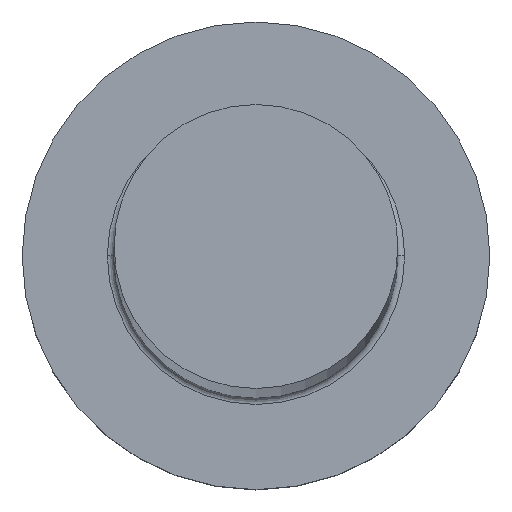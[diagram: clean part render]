
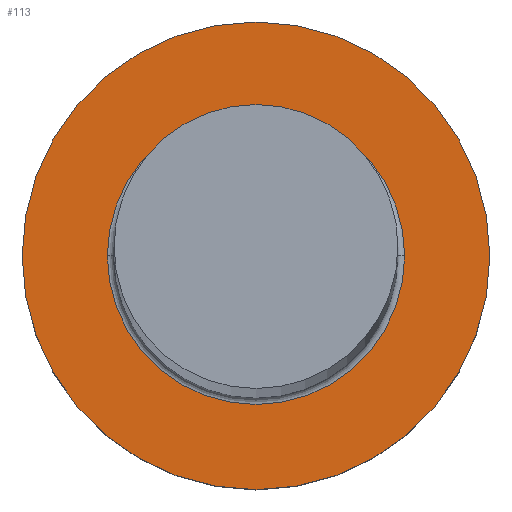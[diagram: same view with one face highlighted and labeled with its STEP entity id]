
A CAD part, top view. The second image highlights one B-rep face of the part: STEP entity #113.
In plain terms, the highlighted planar face has unit normal (0, 0, 1).
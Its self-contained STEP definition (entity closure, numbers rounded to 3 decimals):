
#4 = EDGE_CURVE ( 'NONE', #252, #102, #284, .T. ) ;
#6 = DIRECTION ( 'NONE',  ( 1., 0., 0. ) ) ;
#19 = PLANE ( 'NONE',  #179 ) ;
#23 = FACE_BOUND ( 'NONE', #206, .T. ) ;
#32 = CIRCLE ( 'NONE', #250, 7. ) ;
#33 = EDGE_LOOP ( 'NONE', ( #38, #149 ) ) ;
#38 = ORIENTED_EDGE ( 'NONE', *, *, #73, .T. ) ;
#46 = DIRECTION ( 'NONE',  ( 0., 0., 1. ) ) ;
#59 = EDGE_CURVE ( 'NONE', #152, #223, #32, .T. ) ;
#62 = DIRECTION ( 'NONE',  ( 1., 0., 0. ) ) ;
#73 = EDGE_CURVE ( 'NONE', #223, #152, #233, .T. ) ;
#82 = DIRECTION ( 'NONE',  ( 0., 0., -1. ) ) ;
#98 = DIRECTION ( 'NONE',  ( 0., 0., -1. ) ) ;
#102 = VERTEX_POINT ( 'NONE', #136 ) ;
#108 = DIRECTION ( 'NONE',  ( 1., 0., 0. ) ) ;
#109 = DIRECTION ( 'NONE',  ( 1., 0., 0. ) ) ;
#110 = AXIS2_PLACEMENT_3D ( 'NONE', #157, #129, #108 ) ;
#113 = ADVANCED_FACE ( 'NONE', ( #23, #232 ), #19, .T. ) ;
#121 = CARTESIAN_POINT ( 'NONE',  ( -4.45, 0., 5. ) ) ;
#129 = DIRECTION ( 'NONE',  ( 0., 0., 1. ) ) ;
#136 = CARTESIAN_POINT ( 'NONE',  ( 4.45, 0., 5. ) ) ;
#149 = ORIENTED_EDGE ( 'NONE', *, *, #59, .T. ) ;
#152 = VERTEX_POINT ( 'NONE', #281 ) ;
#157 = CARTESIAN_POINT ( 'NONE',  ( 0., 0., 5. ) ) ;
#158 = AXIS2_PLACEMENT_3D ( 'NONE', #251, #82, #274 ) ;
#179 = AXIS2_PLACEMENT_3D ( 'NONE', #238, #46, #109 ) ;
#185 = ORIENTED_EDGE ( 'NONE', *, *, #277, .T. ) ;
#206 = EDGE_LOOP ( 'NONE', ( #185, #253 ) ) ;
#209 = DIRECTION ( 'NONE',  ( 0., 0., 1. ) ) ;
#217 = CIRCLE ( 'NONE', #282, 4.45 ) ;
#223 = VERTEX_POINT ( 'NONE', #258 ) ;
#232 = FACE_OUTER_BOUND ( 'NONE', #33, .T. ) ;
#233 = CIRCLE ( 'NONE', #110, 7. ) ;
#238 = CARTESIAN_POINT ( 'NONE',  ( 0., 0., 5. ) ) ;
#250 = AXIS2_PLACEMENT_3D ( 'NONE', #254, #209, #62 ) ;
#251 = CARTESIAN_POINT ( 'NONE',  ( 0., 0., 5. ) ) ;
#252 = VERTEX_POINT ( 'NONE', #121 ) ;
#253 = ORIENTED_EDGE ( 'NONE', *, *, #4, .T. ) ;
#254 = CARTESIAN_POINT ( 'NONE',  ( 0., 0., 5. ) ) ;
#258 = CARTESIAN_POINT ( 'NONE',  ( -7., 0., 5. ) ) ;
#264 = CARTESIAN_POINT ( 'NONE',  ( 0., 0., 5. ) ) ;
#274 = DIRECTION ( 'NONE',  ( 1., 0., 0. ) ) ;
#277 = EDGE_CURVE ( 'NONE', #102, #252, #217, .T. ) ;
#281 = CARTESIAN_POINT ( 'NONE',  ( 7., 0., 5. ) ) ;
#282 = AXIS2_PLACEMENT_3D ( 'NONE', #264, #98, #6 ) ;
#284 = CIRCLE ( 'NONE', #158, 4.45 ) ;
